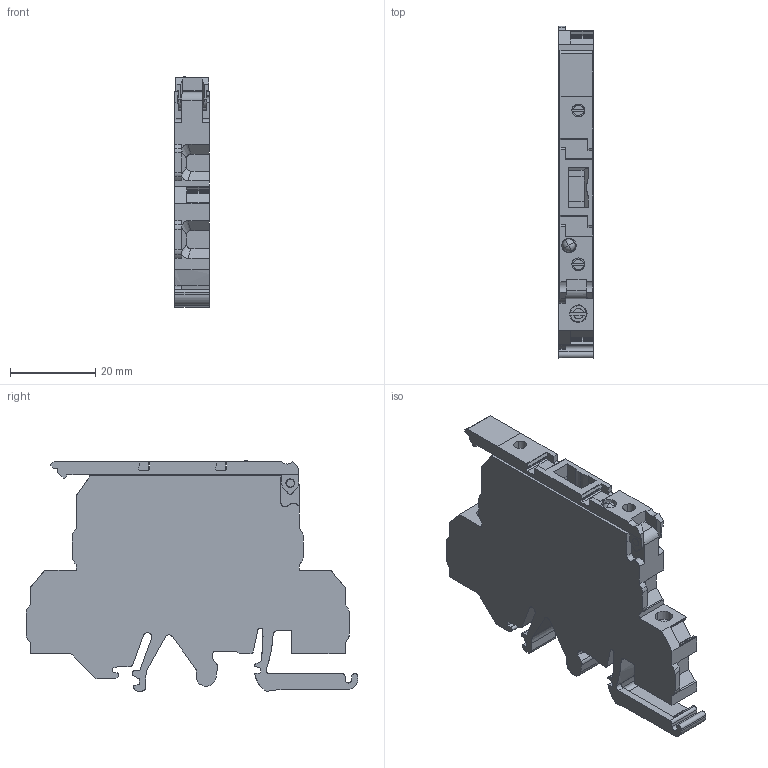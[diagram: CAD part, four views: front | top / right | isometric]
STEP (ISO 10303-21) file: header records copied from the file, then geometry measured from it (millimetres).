
FILE_DESCRIPTION(('CATIA V5 STEP Exchange','CAx-IF Rec.Pracs.--- Model Styling and Organization---1.5--- 2016-08-15','CAx-IF Rec.Pracs.---Supplemental Geometry---1.0---2011-11-01','CAx-IF Rec.Pracs.--- Composite Materials ---1.1---2010-07-15'),'2;1');
FILE_NAME ('034906-1_0', '2025-09-19T08:39:14+00:00', ('none'), ('Weidmueller'), 'CATIA Version 5-6 Release 2024 SP4', 'CATIA V5 STEP AP214 v3', 'none');
FILE_SCHEMA(('AUTOMOTIVE_DESIGN { 1 0 10303 214 1 1 1 1 }'));
Length unit declared in the file: millimetre
Products named in the file (1): 9915820001
Bounding box: 8.12 x 77.66 x 53.9 mm (x, y, z)
Volume: 22220.1 mm3; surface area: 11876.2 mm2
Topology: 7 solids, 8 shells, 745 faces, 2066 edges, 1348 vertices
Faces by surface type: plane 367, cylinder 227, torus 67, extrusion 56, cone 16, bspline 8, sphere 4
Entity records: 24149 total; most frequent: CARTESIAN_POINT 6248, ORIENTED_EDGE 4124, DIRECTION 2910, EDGE_CURVE 2062, VECTOR 1381, VERTEX_POINT 1348, LINE 1325, AXIS2_PLACEMENT_3D 1021
